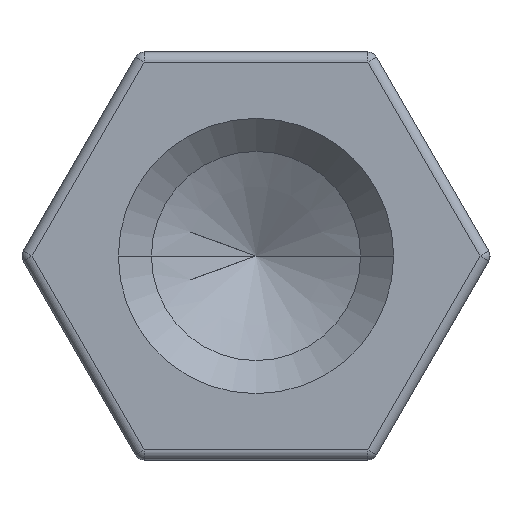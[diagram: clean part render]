
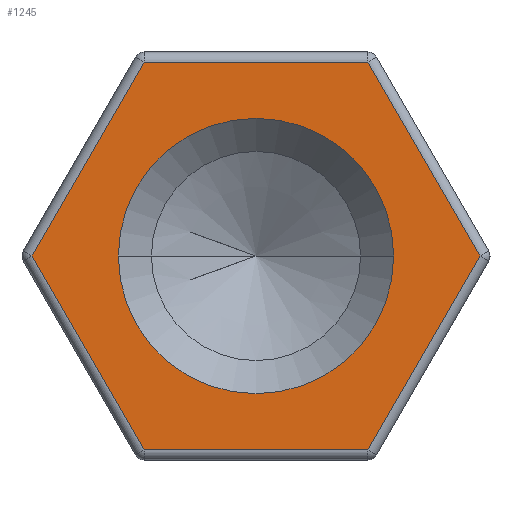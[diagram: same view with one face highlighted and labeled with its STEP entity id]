
A CAD part, left-side view. The second image highlights one B-rep face of the part: STEP entity #1245.
In plain terms, the highlighted planar face has unit normal (-1, 0, 0).
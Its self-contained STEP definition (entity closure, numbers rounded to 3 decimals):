
#61 = EDGE_CURVE ( 'NONE', #957, #1093, #316, .T. ) ;
#63 = EDGE_CURVE ( 'NONE', #649, #885, #318, .T. ) ;
#64 = EDGE_CURVE ( 'NONE', #1093, #756, #312, .T. ) ;
#81 = CARTESIAN_POINT ( 'NONE',  ( 0., 0., 1.9 ) ) ;
#87 = CARTESIAN_POINT ( 'NONE',  ( 0., 1.097, -1.9 ) ) ;
#121 = EDGE_CURVE ( 'NONE', #982, #825, #200, .T. ) ;
#124 = EDGE_CURVE ( 'NONE', #825, #957, #177, .T. ) ;
#126 = EDGE_CURVE ( 'NONE', #756, #547, #174, .T. ) ;
#127 = EDGE_CURVE ( 'NONE', #547, #982, #170, .T. ) ;
#144 = CARTESIAN_POINT ( 'NONE',  ( 0., 0., 0. ) ) ;
#157 = VECTOR ( 'NONE', #850, 1000. ) ;
#168 = VECTOR ( 'NONE', #1137, 1000. ) ;
#170 = LINE ( 'NONE', #1100, #157 ) ;
#171 = VECTOR ( 'NONE', #1183, 1000. ) ;
#174 = LINE ( 'NONE', #1158, #168 ) ;
#176 = VECTOR ( 'NONE', #180, 1000. ) ;
#177 = LINE ( 'NONE', #1192, #171 ) ;
#180 = DIRECTION ( 'NONE',  ( 0., -1., 0. ) ) ;
#200 = LINE ( 'NONE', #1429, #176 ) ;
#261 = EDGE_CURVE ( 'NONE', #885, #649, #1230, .T. ) ;
#298 = VECTOR ( 'NONE', #339, 1000. ) ;
#303 = VECTOR ( 'NONE', #333, 1000. ) ;
#312 = LINE ( 'NONE', #81, #298 ) ;
#316 = LINE ( 'NONE', #320, #303 ) ;
#318 = CIRCLE ( 'NONE', #978, 1.35 ) ;
#320 = CARTESIAN_POINT ( 'NONE',  ( 0., -1.645, 0.95 ) ) ;
#323 = DIRECTION ( 'NONE',  ( 1., 0., 0. ) ) ;
#328 = CARTESIAN_POINT ( 'NONE',  ( 0., 0., 0. ) ) ;
#333 = DIRECTION ( 'NONE',  ( 0., 0.5, 0.866 ) ) ;
#339 = DIRECTION ( 'NONE',  ( 0., 1., 0. ) ) ;
#389 = DIRECTION ( 'NONE',  ( 0., 1., 0. ) ) ;
#462 = PLANE ( 'NONE',  #1069 ) ;
#463 = DIRECTION ( 'NONE',  ( 0., 1., 0. ) ) ;
#547 = VERTEX_POINT ( 'NONE', #1386 ) ;
#622 = DIRECTION ( 'NONE',  ( 0., 1., 0. ) ) ;
#643 = AXIS2_PLACEMENT_3D ( 'NONE', #1400, #1364, #463 ) ;
#649 = VERTEX_POINT ( 'NONE', #1045 ) ;
#680 = ORIENTED_EDGE ( 'NONE', *, *, #61, .T. ) ;
#738 = ORIENTED_EDGE ( 'NONE', *, *, #64, .T. ) ;
#741 = ORIENTED_EDGE ( 'NONE', *, *, #126, .T. ) ;
#743 = ORIENTED_EDGE ( 'NONE', *, *, #127, .T. ) ;
#745 = ORIENTED_EDGE ( 'NONE', *, *, #121, .T. ) ;
#746 = ORIENTED_EDGE ( 'NONE', *, *, #124, .T. ) ;
#747 = ORIENTED_EDGE ( 'NONE', *, *, #63, .T. ) ;
#748 = ORIENTED_EDGE ( 'NONE', *, *, #261, .T. ) ;
#756 = VERTEX_POINT ( 'NONE', #1126 ) ;
#776 = FACE_BOUND ( 'NONE', #1006, .T. ) ;
#825 = VERTEX_POINT ( 'NONE', #1401 ) ;
#850 = DIRECTION ( 'NONE',  ( 0., -0.5, -0.866 ) ) ;
#885 = VERTEX_POINT ( 'NONE', #1346 ) ;
#957 = VERTEX_POINT ( 'NONE', #1352 ) ;
#978 = AXIS2_PLACEMENT_3D ( 'NONE', #328, #323, #389 ) ;
#979 = EDGE_LOOP ( 'NONE', ( #680, #738, #741, #743, #745, #746 ) ) ;
#982 = VERTEX_POINT ( 'NONE', #87 ) ;
#1006 = EDGE_LOOP ( 'NONE', ( #747, #748 ) ) ;
#1045 = CARTESIAN_POINT ( 'NONE',  ( 0., 1.35, 0. ) ) ;
#1069 = AXIS2_PLACEMENT_3D ( 'NONE', #144, #1237, #622 ) ;
#1093 = VERTEX_POINT ( 'NONE', #1144 ) ;
#1100 = CARTESIAN_POINT ( 'NONE',  ( 0., 1.645, -0.95 ) ) ;
#1126 = CARTESIAN_POINT ( 'NONE',  ( 0., 1.097, 1.9 ) ) ;
#1137 = DIRECTION ( 'NONE',  ( 0., 0.5, -0.866 ) ) ;
#1144 = CARTESIAN_POINT ( 'NONE',  ( 0., -1.097, 1.9 ) ) ;
#1158 = CARTESIAN_POINT ( 'NONE',  ( 0., 1.645, 0.95 ) ) ;
#1183 = DIRECTION ( 'NONE',  ( 0., -0.5, 0.866 ) ) ;
#1192 = CARTESIAN_POINT ( 'NONE',  ( 0., -1.645, -0.95 ) ) ;
#1230 = CIRCLE ( 'NONE', #643, 1.35 ) ;
#1237 = DIRECTION ( 'NONE',  ( 1., 0., 0. ) ) ;
#1245 = ADVANCED_FACE ( 'NONE', ( #1255, #776 ), #462, .F. ) ;
#1255 = FACE_OUTER_BOUND ( 'NONE', #979, .T. ) ;
#1346 = CARTESIAN_POINT ( 'NONE',  ( 0., -1.35, 0. ) ) ;
#1352 = CARTESIAN_POINT ( 'NONE',  ( 0., -2.194, 0. ) ) ;
#1364 = DIRECTION ( 'NONE',  ( 1., 0., 0. ) ) ;
#1386 = CARTESIAN_POINT ( 'NONE',  ( 0., 2.194, 0. ) ) ;
#1400 = CARTESIAN_POINT ( 'NONE',  ( 0., 0., 0. ) ) ;
#1401 = CARTESIAN_POINT ( 'NONE',  ( 0., -1.097, -1.9 ) ) ;
#1429 = CARTESIAN_POINT ( 'NONE',  ( 0., 0., -1.9 ) ) ;
